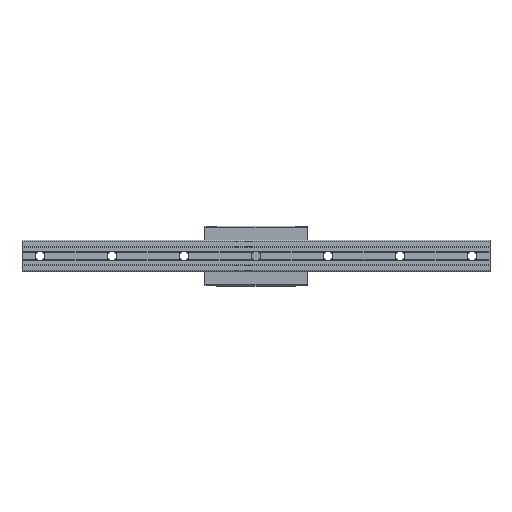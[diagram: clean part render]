
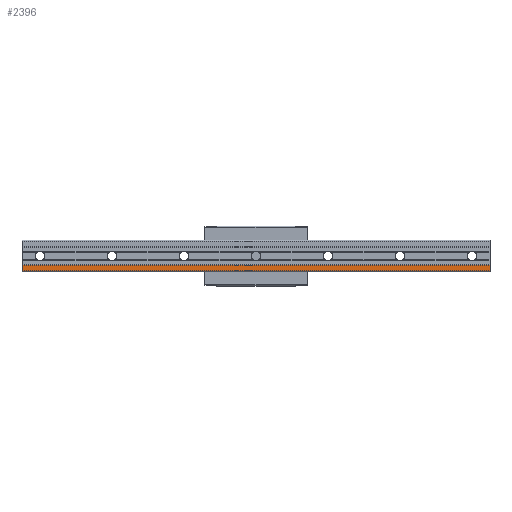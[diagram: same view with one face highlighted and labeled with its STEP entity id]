
A CAD part, front view. The second image highlights one B-rep face of the part: STEP entity #2396.
In plain terms, the highlighted planar face has unit normal (0, -1, 0).
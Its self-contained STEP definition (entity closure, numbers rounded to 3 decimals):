
#2012 = EDGE_CURVE( '', #2312, #2376, #5127, .T. );
#2312 = VERTEX_POINT( '', #5458 );
#2376 = VERTEX_POINT( '', #5529 );
#2396 = ADVANCED_FACE( '', ( #5553 ), #5554, .T. );
#3244 = EDGE_CURVE( '', #3748, #2376, #6490, .T. );
#3730 = EDGE_CURVE( '', #3930, #3748, #7028, .T. );
#3748 = VERTEX_POINT( '', #7048 );
#3930 = VERTEX_POINT( '', #7245 );
#4418 = EDGE_CURVE( '', #2312, #3930, #7777, .T. );
#5127 = LINE( '', #8737, #8738 );
#5458 = CARTESIAN_POINT( '', ( -30., 0., -15.5 ) );
#5529 = CARTESIAN_POINT( '', ( 750., 0., -15.5 ) );
#5553 = FACE_OUTER_BOUND( '', #9368, .T. );
#5554 = PLANE( '', #9369 );
#6490 = LINE( '', #10840, #10841 );
#7028 = LINE( '', #11638, #11639 );
#7048 = CARTESIAN_POINT( '', ( 750., 0., -24.5 ) );
#7245 = CARTESIAN_POINT( '', ( -30., 0., -24.5 ) );
#7777 = LINE( '', #12928, #12929 );
#8737 = CARTESIAN_POINT( '', ( -30., 0., -15.5 ) );
#8738 = VECTOR( '', #13909, 1. );
#9368 = EDGE_LOOP( '', ( #14405, #14406, #14407, #14408 ) );
#9369 = AXIS2_PLACEMENT_3D( '', #14409, #14410, #14411 );
#10840 = CARTESIAN_POINT( '', ( 750., 0., -15.5 ) );
#10841 = VECTOR( '', #15546, 1. );
#11638 = CARTESIAN_POINT( '', ( -30., 0., -24.5 ) );
#11639 = VECTOR( '', #16163, 1. );
#12928 = CARTESIAN_POINT( '', ( -30., 0., -15.5 ) );
#12929 = VECTOR( '', #16965, 1. );
#13909 = DIRECTION( '', ( 1., 0., 0. ) );
#14405 = ORIENTED_EDGE( '', *, *, #3244, .T. );
#14406 = ORIENTED_EDGE( '', *, *, #2012, .F. );
#14407 = ORIENTED_EDGE( '', *, *, #4418, .T. );
#14408 = ORIENTED_EDGE( '', *, *, #3730, .T. );
#14409 = CARTESIAN_POINT( '', ( -30., 0., -24.5 ) );
#14410 = DIRECTION( '', ( 0., -1., 0. ) );
#14411 = DIRECTION( '', ( 0., 0., -1. ) );
#15546 = DIRECTION( '', ( 0., 0., 1. ) );
#16163 = DIRECTION( '', ( 1., 0., 0. ) );
#16965 = DIRECTION( '', ( 0., 0., -1. ) );
